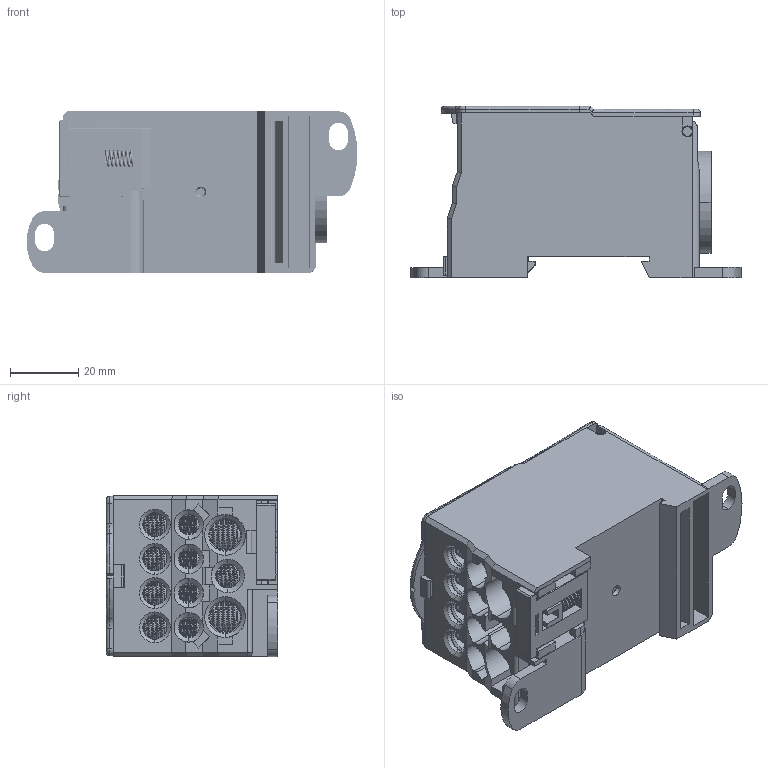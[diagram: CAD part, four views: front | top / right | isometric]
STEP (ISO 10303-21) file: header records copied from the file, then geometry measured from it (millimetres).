
FILE_DESCRIPTION (( 'STEP AP203' ), '1' );
FILE_NAME ('QM140012C.STEP', '2024-03-18T09:32:24', ( '' ), ( '' ), 'SwSTEP 2.0', 'SolidWorks 2022', '' );
FILE_SCHEMA (( 'CONFIG_CONTROL_DESIGN' ));
Products named in the file (1): QM140012C
Bounding box: 96.6 x 50.1 x 47.3 mm (x, y, z)
Volume: 92329.8 mm3; surface area: 70480.4 mm2
Topology: 17 solids, 17 shells, 2226 faces, 6279 edges, 4147 vertices
Faces by surface type: cylinder 1217, plane 466, bspline 392, cone 151
Entity records: 168818 total; most frequent: CARTESIAN_POINT 119094, ORIENTED_EDGE 12524, DIRECTION 6861, EDGE_CURVE 6262, VERTEX_POINT 4147, B_SPLINE_CURVE_WITH_KNOTS 3591, AXIS2_PLACEMENT_3D 2389, EDGE_LOOP 2359
